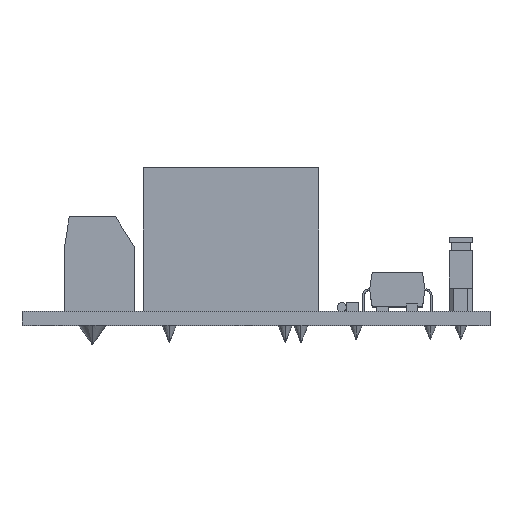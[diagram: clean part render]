
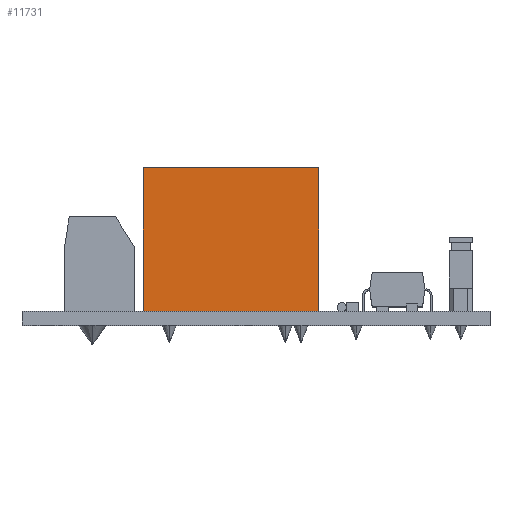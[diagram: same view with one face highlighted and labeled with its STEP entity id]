
A CAD part, top view. The second image highlights one B-rep face of the part: STEP entity #11731.
In plain terms, the highlighted planar face has unit normal (0, 0, 1).
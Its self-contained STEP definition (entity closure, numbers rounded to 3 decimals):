
#224 = EDGE_CURVE ( 'NONE', #20223, #16900, #13394, .T. ) ;
#358 = CARTESIAN_POINT ( 'NONE',  ( 13.1, 1.5, -2.825 ) ) ;
#847 = DIRECTION ( 'NONE',  ( -1., 0., 0. ) ) ;
#1550 = ORIENTED_EDGE ( 'NONE', *, *, #224, .F. ) ;
#1764 = VERTEX_POINT ( 'NONE', #16379 ) ;
#2154 = CARTESIAN_POINT ( 'NONE',  ( 13.1, 1.5, -2.825 ) ) ;
#2413 = ORIENTED_EDGE ( 'NONE', *, *, #15062, .T. ) ;
#2965 = VECTOR ( 'NONE', #8811, 1000. ) ;
#3469 = CARTESIAN_POINT ( 'NONE',  ( 13.1, 17., -2.825 ) ) ;
#4685 = DIRECTION ( 'NONE',  ( 1., 0., 0. ) ) ;
#5243 = CARTESIAN_POINT ( 'NONE',  ( 32., 17., -2.825 ) ) ;
#5882 = VERTEX_POINT ( 'NONE', #2154 ) ;
#6139 = LINE ( 'NONE', #358, #9563 ) ;
#6249 = ORIENTED_EDGE ( 'NONE', *, *, #17912, .F. ) ;
#6403 = CARTESIAN_POINT ( 'NONE',  ( 13.1, 17., -2.825 ) ) ;
#8113 = PLANE ( 'NONE',  #21248 ) ;
#8683 = VECTOR ( 'NONE', #17519, 1000. ) ;
#8811 = DIRECTION ( 'NONE',  ( 0., -1., 0. ) ) ;
#9562 = VECTOR ( 'NONE', #4685, 1000. ) ;
#9563 = VECTOR ( 'NONE', #19838, 1000. ) ;
#9729 = CARTESIAN_POINT ( 'NONE',  ( 13.1, 17., -2.825 ) ) ;
#11731 = ADVANCED_FACE ( 'NONE', ( #21931 ), #8113, .F. ) ;
#13394 = LINE ( 'NONE', #6403, #9562 ) ;
#14379 = EDGE_CURVE ( 'NONE', #5882, #1764, #6139, .T. ) ;
#14878 = DIRECTION ( 'NONE',  ( 0., 0., -1. ) ) ;
#15062 = EDGE_CURVE ( 'NONE', #20223, #5882, #19730, .T. ) ;
#16379 = CARTESIAN_POINT ( 'NONE',  ( 32., 1.5, -2.825 ) ) ;
#16900 = VERTEX_POINT ( 'NONE', #19811 ) ;
#17519 = DIRECTION ( 'NONE',  ( 0., -1., 0. ) ) ;
#17912 = EDGE_CURVE ( 'NONE', #16900, #1764, #22631, .T. ) ;
#18905 = CARTESIAN_POINT ( 'NONE',  ( 13.1, 17., -2.825 ) ) ;
#19730 = LINE ( 'NONE', #3469, #2965 ) ;
#19811 = CARTESIAN_POINT ( 'NONE',  ( 32., 17., -2.825 ) ) ;
#19838 = DIRECTION ( 'NONE',  ( 1., 0., 0. ) ) ;
#20223 = VERTEX_POINT ( 'NONE', #18905 ) ;
#21248 = AXIS2_PLACEMENT_3D ( 'NONE', #9729, #14878, #847 ) ;
#21721 = EDGE_LOOP ( 'NONE', ( #22442, #6249, #1550, #2413 ) ) ;
#21931 = FACE_OUTER_BOUND ( 'NONE', #21721, .T. ) ;
#22442 = ORIENTED_EDGE ( 'NONE', *, *, #14379, .T. ) ;
#22631 = LINE ( 'NONE', #5243, #8683 ) ;
